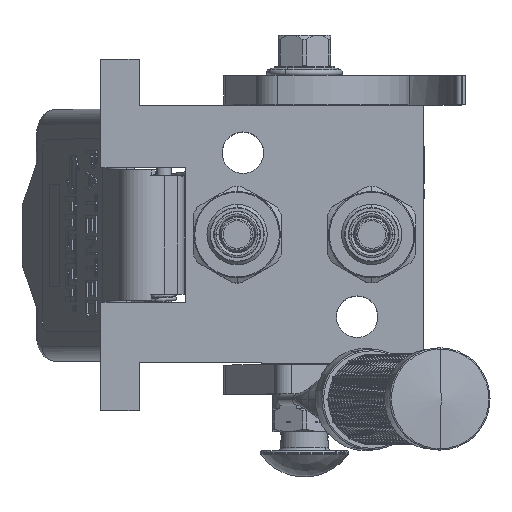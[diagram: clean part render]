
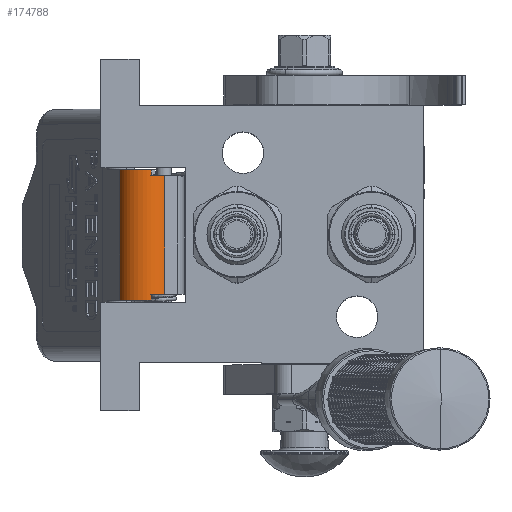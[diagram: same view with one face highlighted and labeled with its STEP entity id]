
A CAD part, top view. The second image highlights one B-rep face of the part: STEP entity #174788.
In plain terms, the highlighted cylindrical face has radius 9.5 mm (diameter 19 mm), a partial arc.
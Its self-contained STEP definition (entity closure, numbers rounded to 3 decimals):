
#273 = EDGE_CURVE ( 'NONE', #187360, #78850, #76327, .T. ) ;
#3198 = LINE ( 'NONE', #119363, #12369 ) ;
#9117 = CARTESIAN_POINT ( 'NONE',  ( 20.25, -5.154, -56.269 ) ) ;
#9870 = CARTESIAN_POINT ( 'NONE',  ( 22.25, 0., -56.881 ) ) ;
#12203 = AXIS2_PLACEMENT_3D ( 'NONE', #98095, #119697, #86556 ) ;
#12369 = VECTOR ( 'NONE', #104105, 1000. ) ;
#16661 = AXIS2_PLACEMENT_3D ( 'NONE', #63279, #20714, #121174 ) ;
#16664 = ORIENTED_EDGE ( 'NONE', *, *, #46522, .T. ) ;
#20383 = CARTESIAN_POINT ( 'NONE',  ( -20.25, -5.154, -56.269 ) ) ;
#20714 = DIRECTION ( 'NONE',  ( 1., 0., 0. ) ) ;
#24138 = ORIENTED_EDGE ( 'NONE', *, *, #101509, .F. ) ;
#24374 = AXIS2_PLACEMENT_3D ( 'NONE', #170712, #182848, #153581 ) ;
#25130 = DIRECTION ( 'NONE',  ( 0., -0.385, -0.923 ) ) ;
#25748 = VERTEX_POINT ( 'NONE', #117424 ) ;
#27020 = CARTESIAN_POINT ( 'NONE',  ( 20.25, -1.5, -47.5 ) ) ;
#31652 = CIRCLE ( 'NONE', #24374, 9.5 ) ;
#32255 = LINE ( 'NONE', #55534, #175589 ) ;
#33057 = AXIS2_PLACEMENT_3D ( 'NONE', #27020, #156162, #25130 ) ;
#34144 = ORIENTED_EDGE ( 'NONE', *, *, #103041, .F. ) ;
#36763 = ORIENTED_EDGE ( 'NONE', *, *, #153271, .T. ) ;
#41017 = DIRECTION ( 'NONE',  ( 0., -0.385, -0.923 ) ) ;
#44891 = LINE ( 'NONE', #180113, #97264 ) ;
#46522 = EDGE_CURVE ( 'NONE', #138497, #78977, #44891, .T. ) ;
#52786 = CIRCLE ( 'NONE', #16661, 9.5 ) ;
#53284 = CARTESIAN_POINT ( 'NONE',  ( 20.25, 0., -56.881 ) ) ;
#54618 = CIRCLE ( 'NONE', #144320, 9.5 ) ;
#55534 = CARTESIAN_POINT ( 'NONE',  ( -20.25, -5.154, -56.269 ) ) ;
#55641 = CARTESIAN_POINT ( 'NONE',  ( -20.25, -1.5, -47.5 ) ) ;
#63279 = CARTESIAN_POINT ( 'NONE',  ( -22.25, -1.5, -47.5 ) ) ;
#71215 = DIRECTION ( 'NONE',  ( 1., 0., 0. ) ) ;
#74445 = ORIENTED_EDGE ( 'NONE', *, *, #131130, .F. ) ;
#76327 = CIRCLE ( 'NONE', #33057, 9.5 ) ;
#78850 = VERTEX_POINT ( 'NONE', #53284 ) ;
#78977 = VERTEX_POINT ( 'NONE', #142336 ) ;
#86556 = DIRECTION ( 'NONE',  ( 0., -1., 0. ) ) ;
#91793 = CYLINDRICAL_SURFACE ( 'NONE', #12203, 9.5 ) ;
#93168 = ORIENTED_EDGE ( 'NONE', *, *, #273, .F. ) ;
#97264 = VECTOR ( 'NONE', #178223, 1000. ) ;
#98095 = CARTESIAN_POINT ( 'NONE',  ( -22.25, -1.5, -47.5 ) ) ;
#101509 = EDGE_CURVE ( 'NONE', #78850, #125435, #3198, .T. ) ;
#103041 = EDGE_CURVE ( 'NONE', #25748, #132175, #175945, .T. ) ;
#104105 = DIRECTION ( 'NONE',  ( 1., 0., 0. ) ) ;
#105248 = VECTOR ( 'NONE', #71215, 1000. ) ;
#108845 = EDGE_LOOP ( 'NONE', ( #113905, #36763, #34144, #157183, #16664, #74445, #24138, #93168 ) ) ;
#112918 = DIRECTION ( 'NONE',  ( 1., 0., 0. ) ) ;
#113905 = ORIENTED_EDGE ( 'NONE', *, *, #157178, .F. ) ;
#117424 = CARTESIAN_POINT ( 'NONE',  ( -22.25, 0., -56.881 ) ) ;
#119363 = CARTESIAN_POINT ( 'NONE',  ( 20.25, 0., -56.881 ) ) ;
#119697 = DIRECTION ( 'NONE',  ( -1., 0., 0. ) ) ;
#121174 = DIRECTION ( 'NONE',  ( 0., 0.158, -0.987 ) ) ;
#125435 = VERTEX_POINT ( 'NONE', #9870 ) ;
#125987 = FACE_OUTER_BOUND ( 'NONE', #108845, .T. ) ;
#127414 = CARTESIAN_POINT ( 'NONE',  ( -22.25, 8., -47.5 ) ) ;
#131130 = EDGE_CURVE ( 'NONE', #125435, #78977, #31652, .T. ) ;
#132175 = VERTEX_POINT ( 'NONE', #141680 ) ;
#138497 = VERTEX_POINT ( 'NONE', #127414 ) ;
#139065 = VERTEX_POINT ( 'NONE', #20383 ) ;
#141680 = CARTESIAN_POINT ( 'NONE',  ( -20.25, 0., -56.881 ) ) ;
#142336 = CARTESIAN_POINT ( 'NONE',  ( 22.25, 8., -47.5 ) ) ;
#143736 = CARTESIAN_POINT ( 'NONE',  ( -22.25, 0., -56.881 ) ) ;
#143992 = EDGE_CURVE ( 'NONE', #25748, #138497, #52786, .T. ) ;
#144320 = AXIS2_PLACEMENT_3D ( 'NONE', #55641, #112918, #41017 ) ;
#153271 = EDGE_CURVE ( 'NONE', #139065, #132175, #54618, .T. ) ;
#153581 = DIRECTION ( 'NONE',  ( 0., 0.158, -0.987 ) ) ;
#156162 = DIRECTION ( 'NONE',  ( 1., 0., 0. ) ) ;
#157178 = EDGE_CURVE ( 'NONE', #139065, #187360, #32255, .T. ) ;
#157183 = ORIENTED_EDGE ( 'NONE', *, *, #143992, .T. ) ;
#157384 = DIRECTION ( 'NONE',  ( 1., 0., 0. ) ) ;
#170712 = CARTESIAN_POINT ( 'NONE',  ( 22.25, -1.5, -47.5 ) ) ;
#174788 = ADVANCED_FACE ( 'NONE', ( #125987 ), #91793, .T. ) ;
#175589 = VECTOR ( 'NONE', #157384, 1000. ) ;
#175945 = LINE ( 'NONE', #143736, #105248 ) ;
#178223 = DIRECTION ( 'NONE',  ( 1., 0., 0. ) ) ;
#180113 = CARTESIAN_POINT ( 'NONE',  ( -22.25, 8., -47.5 ) ) ;
#182848 = DIRECTION ( 'NONE',  ( 1., 0., 0. ) ) ;
#187360 = VERTEX_POINT ( 'NONE', #9117 ) ;
